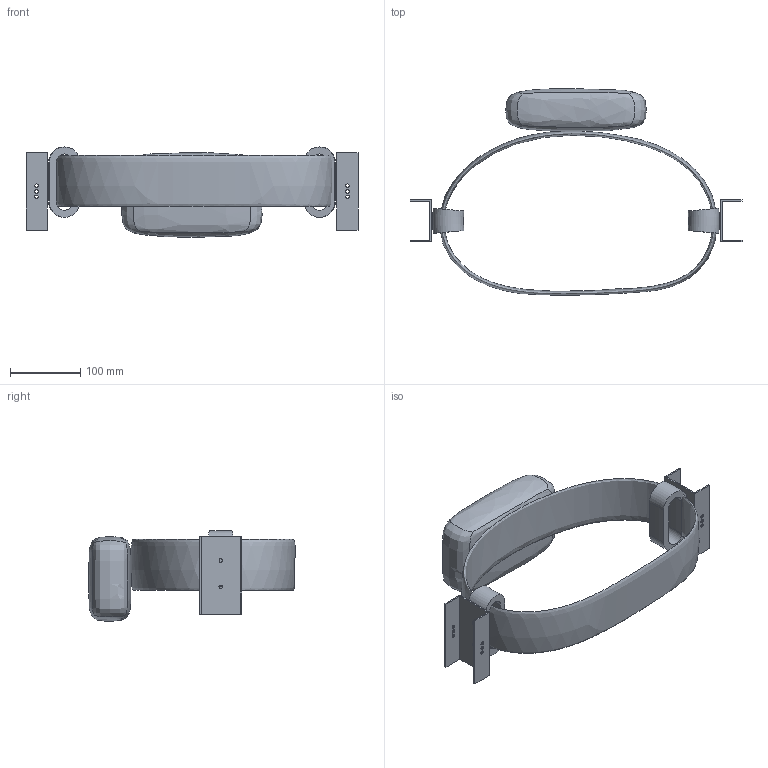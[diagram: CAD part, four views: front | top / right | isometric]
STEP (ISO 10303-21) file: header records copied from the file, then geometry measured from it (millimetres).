
FILE_DESCRIPTION(/* description */ (''),/* implementation_level */ '2;1');
FILE_NAME(/* name */ 'Hip_support v6.step',/* time_stamp */ '2025-10-14T21:31:00+06:00',/* author */ (''),/* organization */ (''),/* preprocessor_version */ 'ST-DEVELOPER v20.1',/* originating_system */ 'Autodesk Translation Framework v14.17.0.0',/* authorisation */ '');
FILE_SCHEMA (('AUTOMOTIVE_DESIGN { 1 0 10303 214 3 1 1 }'));
Length unit declared in the file: millimetre
Products named in the file (1): Hip_support
Bounding box: 472.63 x 294.01 x 128.41 mm (x, y, z)
Volume: 1861665.9 mm3; surface area: 305566.3 mm2
Topology: 6 solids, 6 shells, 65 faces, 164 edges, 109 vertices
Faces by surface type: cylinder 25, plane 24, torus 8, bspline 7, cone 1
Full cylindrical faces by diameter (mm): 5 x17
Entity records: 3762 total; most frequent: CARTESIAN_POINT 2058, DIRECTION 330, ORIENTED_EDGE 326, EDGE_CURVE 163, AXIS2_PLACEMENT_3D 124, VERTEX_POINT 109, EDGE_LOOP 102, LINE 82
